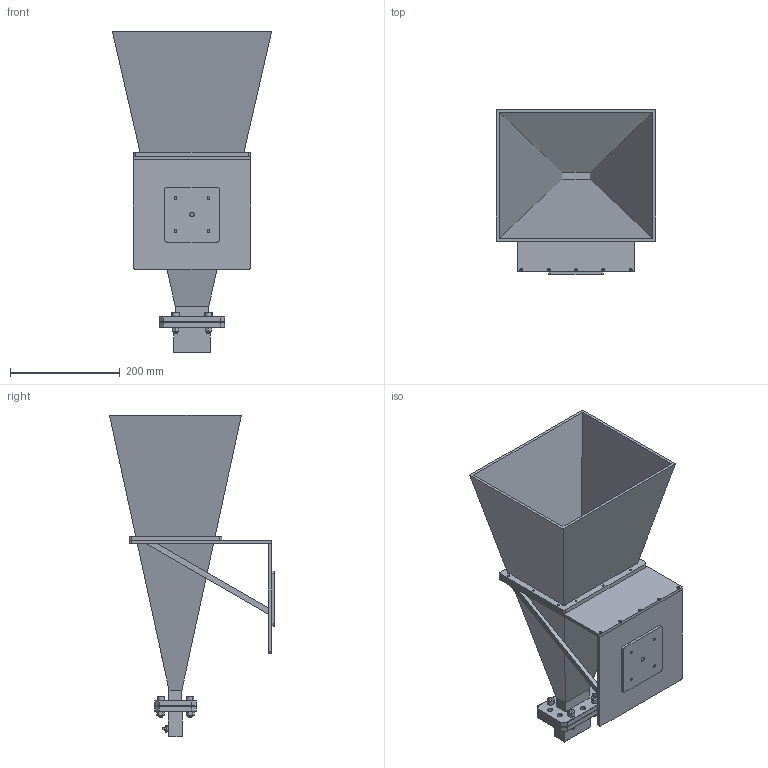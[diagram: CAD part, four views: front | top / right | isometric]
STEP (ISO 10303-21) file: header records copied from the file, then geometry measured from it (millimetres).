
FILE_DESCRIPTION (( 'STEP AP214' ), '1' );
FILE_NAME ('FMWAN1157_3D.step', '2023-07-25T16:59:21', ( '' ), ( '' ), 'SwSTEP 2.0', 'SolidWorks 2022', '' );
FILE_SCHEMA (( 'AUTOMOTIVE_DESIGN' ));
Length unit declared in the file: inch
Products named in the file (18): 1157 3D drawing16^1157 3D drawing_FMWAN1157; FMWAN1157_3D; 1157 ____-1^MOUNTING BRACKET-1157; MOUNTING BRACKET-1157; 1157 3D drawing31^1157 3D drawing_FMWAN1157; 1157 ____-2^MOUNTING BRACKET-1157; 1157 3D drawing27^1157 3D drawing_FMWAN1157; 1157 3D drawing21^1157 3D drawing_FMWAN1157; hardware1^1157 3D drawing_FMWAN1157; 1157 3D drawing^FMWAN1157; hardware2^1157 3D drawing_FMWAN1157; 1157 3D drawing5^1157 3D drawing_FMWAN1157; 1157 3D drawing17^1157 3D drawing_FMWAN1157; 1157 ____-3^MOUNTING BRACKET-1157; 1157 3D drawing10^1157 3D drawing_FMWAN1157; 1157 3D drawing24^1157 3D drawing_FMWAN1157; 1157 ____-4^MOUNTING BRACKET-1157; 1157 3D drawing2^1157 3D drawing_FMWAN1157
Assembly tree (24 placements, depth 3):
  FMWAN1157_3D
    1157 3D drawing^FMWAN1157
      1157 3D drawing2^1157 3D drawing_FMWAN1157
      1157 3D drawing5^1157 3D drawing_FMWAN1157
      1157 3D drawing10^1157 3D drawing_FMWAN1157
      1157 3D drawing16^1157 3D drawing_FMWAN1157
      1157 3D drawing17^1157 3D drawing_FMWAN1157
      1157 3D drawing21^1157 3D drawing_FMWAN1157
      1157 3D drawing24^1157 3D drawing_FMWAN1157
      1157 3D drawing27^1157 3D drawing_FMWAN1157
      1157 3D drawing31^1157 3D drawing_FMWAN1157
      hardware1^1157 3D drawing_FMWAN1157  x2
      hardware2^1157 3D drawing_FMWAN1157  x6
    MOUNTING BRACKET-1157
      1157 ____-2^MOUNTING BRACKET-1157
      1157 ____-3^MOUNTING BRACKET-1157
      1157 ____-4^MOUNTING BRACKET-1157  x2
      1157 ____-1^MOUNTING BRACKET-1157
Bounding box: 290.26 x 300.62 x 585.4 mm (x, y, z)
Volume: 2377493 mm3; surface area: 880288.1 mm2
Topology: 22 solids, 29 shells, 972 faces, 2342 edges, 1451 vertices
Faces by surface type: plane 394, cylinder 314, cone 224, torus 24, sphere 8, bspline 8
Entity records: 24812 total; most frequent: CARTESIAN_POINT 4732, DIRECTION 4270, ORIENTED_EDGE 3836, EDGE_CURVE 1918, AXIS2_PLACEMENT_3D 1657, VERTEX_POINT 1179, LINE 956, VECTOR 956
